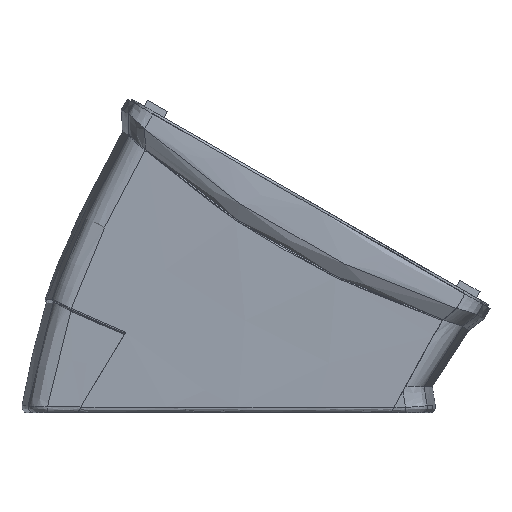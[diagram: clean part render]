
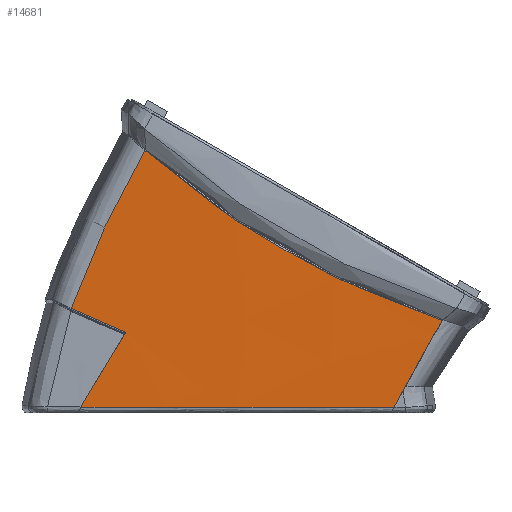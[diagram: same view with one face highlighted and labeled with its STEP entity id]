
A CAD part, front view. The second image highlights one B-rep face of the part: STEP entity #14681.
In plain terms, the highlighted free-form (B-spline) face has degree [3, 3] with [9, 4] control points.
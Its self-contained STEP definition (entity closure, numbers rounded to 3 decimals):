
#1498=CARTESIAN_POINT('',(31.834,-88.638,
-7.847));
#2194=CARTESIAN_POINT('',(-34.204,-88.102,
-7.126));
#2230=CARTESIAN_POINT('',(-43.829,-87.121,
-23.162));
#2231=CARTESIAN_POINT('',(-42.718,-87.234,
-21.311));
#2232=CARTESIAN_POINT('',(-40.523,-87.457,
-17.655));
#2233=CARTESIAN_POINT('',(-37.316,-87.784,
-12.311));
#2234=CARTESIAN_POINT('',(-35.232,-87.997,
-8.839));
#2235=CARTESIAN_POINT('',(-34.204,-88.102,
-7.126));
#3109=CARTESIAN_POINT('',(23.31,-87.717,
-23.246));
#3110=CARTESIAN_POINT('',(24.312,-87.824,
-21.434));
#3111=CARTESIAN_POINT('',(26.281,-88.036,
-17.878));
#3112=CARTESIAN_POINT('',(29.118,-88.342,
-12.754));
#3113=CARTESIAN_POINT('',(30.941,-88.54,
-9.461));
#3114=CARTESIAN_POINT('',(31.834,-88.638,
-7.847));
#3123=CARTESIAN_POINT('',(23.31,-87.717,
-23.246));
#3124=CARTESIAN_POINT('',(21.279,-87.816,
-23.243));
#3125=CARTESIAN_POINT('',(17.282,-87.99,
-23.239));
#3126=CARTESIAN_POINT('',(11.604,-88.181,
-23.232));
#3127=CARTESIAN_POINT('',(5.863,-88.32,
-23.225));
#3128=CARTESIAN_POINT('',(0.04,-88.402,
-23.218));
#3129=CARTESIAN_POINT('',(-5.791,-88.423,
-23.211));
#3130=CARTESIAN_POINT('',(-11.549,-88.387,
-23.204));
#3131=CARTESIAN_POINT('',(-17.241,-88.294,
-23.196));
#3132=CARTESIAN_POINT('',(-23.036,-88.143,
-23.189));
#3133=CARTESIAN_POINT('',(-29.218,-87.918,
-23.181));
#3134=CARTESIAN_POINT('',(-36.047,-87.597,
-23.172));
#3135=CARTESIAN_POINT('',(-41.146,-87.297,
-23.166));
#3136=CARTESIAN_POINT('',(-43.829,-87.121,
-23.162));
#3138=CARTESIAN_POINT('',(-45.85,-87.265,
-2.019));
#3139=CARTESIAN_POINT('',(-43.948,-87.429,
-2.963));
#3140=CARTESIAN_POINT('',(-40.096,-87.733,
-4.746));
#3141=CARTESIAN_POINT('',(-36.177,-87.988,
-6.359));
#3142=CARTESIAN_POINT('',(-34.204,-88.102,
-7.126));
#3144=CARTESIAN_POINT('',(-45.807,-87.27,
-1.888));
#3145=CARTESIAN_POINT('',(-45.821,-87.268,
-1.932));
#3146=CARTESIAN_POINT('',(-45.836,-87.267,
-1.975));
#3147=CARTESIAN_POINT('',(-45.85,-87.265,
-2.019));
#3149=DIRECTION('',(0.517,-0.05,0.855));
#3150=VECTOR('',#3149,3.74);
#3151=CARTESIAN_POINT('',(31.834,-88.638,
-7.847));
#3152=LINE('',#3151,#3150);
#3158=CARTESIAN_POINT('',(-45.807,-87.27,
-1.888));
#3159=CARTESIAN_POINT('',(-44.835,-87.377,
1.072));
#3160=CARTESIAN_POINT('',(-42.688,-87.605,
6.9));
#3161=CARTESIAN_POINT('',(-38.888,-87.997,
15.253));
#3162=CARTESIAN_POINT('',(-34.464,-88.449,
23.541));
#3163=CARTESIAN_POINT('',(-31.557,-88.752,
29.117));
#3164=CARTESIAN_POINT('',(-30.07,-88.903,
31.911));
#3185=CARTESIAN_POINT('',(-30.07,-88.903,
31.911));
#3190=CARTESIAN_POINT('',(33.766,-88.823,
-4.65));
#3197=CARTESIAN_POINT('',(-30.07,-88.903,
31.911));
#3198=CARTESIAN_POINT('',(-25.491,-89.345,
27.853));
#3199=CARTESIAN_POINT('',(-15.847,-90.043,
20.189));
#3200=CARTESIAN_POINT('',(-0.215,-90.39,
10.148));
#3201=CARTESIAN_POINT('',(16.346,-90.002,1.74));
#3202=CARTESIAN_POINT('',(27.902,-89.283,
-2.713));
#3203=CARTESIAN_POINT('',(33.766,-88.823,
-4.65));
#8048=VERTEX_POINT('',#3190);
#8049=VERTEX_POINT('',#3185);
#8068=VERTEX_POINT('',#3158);
#8069=VERTEX_POINT('',#3147);
#8733=VERTEX_POINT('',#1498);
#8738=VERTEX_POINT('',#2194);
#8821=VERTEX_POINT('',#3123);
#8822=VERTEX_POINT('',#3136);
#14631=CARTESIAN_POINT('',(34.795,-88.838,
-3.897));
#14632=CARTESIAN_POINT('',(29.133,-87.614,
-20.949));
#14633=CARTESIAN_POINT('',(23.472,-86.389,
-38.001));
#14634=CARTESIAN_POINT('',(17.81,-85.165,
-55.053));
#14635=CARTESIAN_POINT('',(34.562,-88.857,
-3.821));
#14636=CARTESIAN_POINT('',(28.879,-87.636,
-20.866));
#14637=CARTESIAN_POINT('',(23.196,-86.414,
-37.911));
#14638=CARTESIAN_POINT('',(17.513,-85.193,
-54.957));
#14639=CARTESIAN_POINT('',(28.475,-89.335,
-1.821));
#14640=CARTESIAN_POINT('',(22.234,-88.202,
-18.686));
#14641=CARTESIAN_POINT('',(15.993,-87.068,
-35.552));
#14642=CARTESIAN_POINT('',(9.751,-85.934,
-52.417));
#14643=CARTESIAN_POINT('',(16.777,-90.059,
2.694));
#14644=CARTESIAN_POINT('',(9.418,-89.064,
-13.745));
#14645=CARTESIAN_POINT('',(2.059,-88.07,
-30.185));
#14646=CARTESIAN_POINT('',(-5.299,-87.075,
-46.624));
#14647=CARTESIAN_POINT('',(0.342,-90.442,
11.033));
#14648=CARTESIAN_POINT('',(-8.615,-89.524,
-4.597));
#14649=CARTESIAN_POINT('',(-17.573,-88.605,
-20.228));
#14650=CARTESIAN_POINT('',(-26.53,-87.686,
-35.859));
#14651=CARTESIAN_POINT('',(-15.184,-90.103,
21.002));
#14652=CARTESIAN_POINT('',(-25.637,-89.117,
6.335));
#14653=CARTESIAN_POINT('',(-36.091,-88.131,
-8.332));
#14654=CARTESIAN_POINT('',(-46.545,-87.145,
-22.999));
#14655=CARTESIAN_POINT('',(-24.993,-89.399,
28.8));
#14656=CARTESIAN_POINT('',(-36.386,-88.277,
14.884));
#14657=CARTESIAN_POINT('',(-47.778,-87.155,
0.968));
#14658=CARTESIAN_POINT('',(-59.171,-86.033,
-12.948));
#14659=CARTESIAN_POINT('',(-29.755,-88.937,
33.015));
#14660=CARTESIAN_POINT('',(-41.608,-87.729,
19.511));
#14661=CARTESIAN_POINT('',(-53.462,-86.521,
6.007));
#14662=CARTESIAN_POINT('',(-65.316,-85.313,
-7.497));
#14663=CARTESIAN_POINT('',(-29.937,-88.919,
33.178));
#14664=CARTESIAN_POINT('',(-41.809,-87.708,
19.69));
#14665=CARTESIAN_POINT('',(-53.68,-86.496,
6.201));
#14666=CARTESIAN_POINT('',(-65.551,-85.285,
-7.287));
#14667=B_SPLINE_SURFACE_WITH_KNOTS('',3,3,((#14631,#14632,#14633,#14634),
(#14635,#14636,#14637,#14638),(#14639,#14640,#14641,#14642),(#14643,#14644,
#14645,#14646),(#14647,#14648,#14649,#14650),(#14651,#14652,#14653,#14654),(
#14655,#14656,#14657,#14658),(#14659,#14660,#14661,#14662),(#14663,#14664,
#14665,#14666)),.UNSPECIFIED.,.F.,.F.,.F.,(4,1,1,1,1,1,4),(4,4),(
-0.01,0.,0.25,0.5,0.75,1.,1.01),(
-0.018,1.062),.UNSPECIFIED.);
#14668=ORIENTED_EDGE('',*,*,#13238,.T.);
#14669=ORIENTED_EDGE('',*,*,#13169,.T.);
#14670=ORIENTED_EDGE('',*,*,#13148,.F.);
#14672=ORIENTED_EDGE('',*,*,#14671,.F.);
#14674=ORIENTED_EDGE('',*,*,#14673,.T.);
#14676=ORIENTED_EDGE('',*,*,#14675,.T.);
#14677=ORIENTED_EDGE('',*,*,#11348,.F.);
#14678=ORIENTED_EDGE('',*,*,#14622,.F.);
#14679=EDGE_LOOP('',(#14668,#14669,#14670,#14672,#14674,#14676,#14677,#14678));
#14680=FACE_OUTER_BOUND('',#14679,.F.);
#14681=ADVANCED_FACE('',(#14680),#14667,.T.);
#2236=B_SPLINE_CURVE_WITH_KNOTS('',3,(#2230,#2231,#2232,#2233,#2234,#2235),
.UNSPECIFIED.,.F.,.F.,(4,1,1,4),(0.,0.333,0.667,1.),
.UNSPECIFIED.);
#3115=B_SPLINE_CURVE_WITH_KNOTS('',3,(#3109,#3110,#3111,#3112,#3113,#3114),
.UNSPECIFIED.,.F.,.F.,(4,1,1,4),(0.,0.333,0.667,1.),
.UNSPECIFIED.);
#3137=B_SPLINE_CURVE_WITH_KNOTS('',3,(#3123,#3124,#3125,#3126,#3127,#3128,#3129,
#3130,#3131,#3132,#3133,#3134,#3135,#3136),.UNSPECIFIED.,.F.,.F.,(4,1,1,1,1,1,1,
1,1,1,1,4),(0.,0.091,0.182,0.273,
0.364,0.455,0.545,0.636,
0.727,0.818,0.909,1.),.UNSPECIFIED.);
#3143=B_SPLINE_CURVE_WITH_KNOTS('',3,(#3138,#3139,#3140,#3141,#3142),
.UNSPECIFIED.,.F.,.F.,(4,1,4),(0.,0.5,1.),.UNSPECIFIED.);
#3148=B_SPLINE_CURVE_WITH_KNOTS('',3,(#3144,#3145,#3146,#3147),.UNSPECIFIED.,
.F.,.F.,(4,4),(0.,1.),.UNSPECIFIED.);
#3165=B_SPLINE_CURVE_WITH_KNOTS('',3,(#3158,#3159,#3160,#3161,#3162,#3163,
#3164),.UNSPECIFIED.,.F.,.F.,(4,1,1,1,4),(0.,0.25,0.5,0.75,1.),
.UNSPECIFIED.);
#3204=B_SPLINE_CURVE_WITH_KNOTS('',3,(#3197,#3198,#3199,#3200,#3201,#3202,
#3203),.UNSPECIFIED.,.F.,.F.,(4,1,1,1,4),(0.,0.25,
0.5,0.75,1.),.UNSPECIFIED.);
#11348=EDGE_CURVE('',#8733,#8048,#3152,.T.);
#13148=EDGE_CURVE('',#8069,#8738,#3143,.T.);
#13169=EDGE_CURVE('',#8822,#8738,#2236,.T.);
#13238=EDGE_CURVE('',#8821,#8822,#3137,.T.);
#14622=EDGE_CURVE('',#8821,#8733,#3115,.T.);
#14671=EDGE_CURVE('',#8068,#8069,#3148,.T.);
#14673=EDGE_CURVE('',#8068,#8049,#3165,.T.);
#14675=EDGE_CURVE('',#8049,#8048,#3204,.T.);
